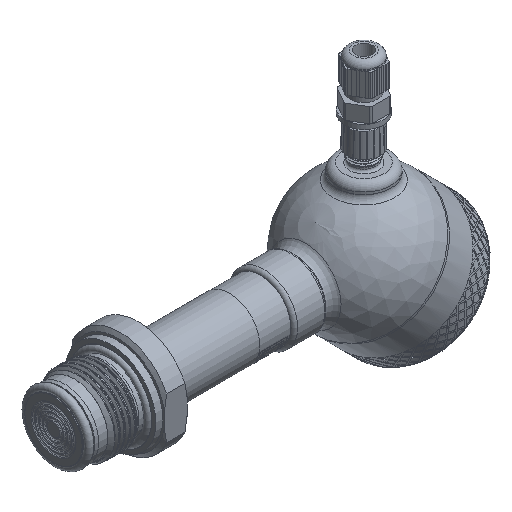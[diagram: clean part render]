
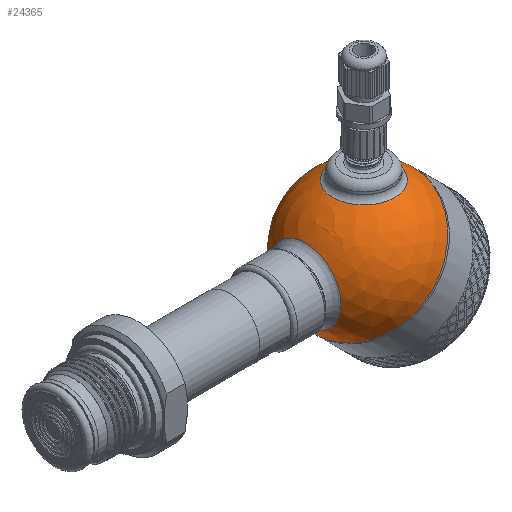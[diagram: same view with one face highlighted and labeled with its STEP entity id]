
A CAD part, isometric view. The second image highlights one B-rep face of the part: STEP entity #24365.
In plain terms, the highlighted spherical face has radius 30 mm.
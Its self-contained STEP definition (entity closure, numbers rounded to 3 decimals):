
#59=SPHERICAL_SURFACE('',#25863,30.);
#3994=FACE_BOUND('',#7710,.T.);
#3995=FACE_BOUND('',#7711,.T.);
#6103=FACE_OUTER_BOUND('',#7709,.T.);
#7709=EDGE_LOOP('',(#18003,#18004,#18005,#18006));
#7710=EDGE_LOOP('',(#18007));
#7711=EDGE_LOOP('',(#18008));
#9224=CIRCLE('',#25860,15.643);
#9227=CIRCLE('',#25864,30.);
#9228=CIRCLE('',#25865,30.);
#9229=CIRCLE('',#25866,30.);
#9230=CIRCLE('',#25867,13.5);
#10276=VERTEX_POINT('',#41419);
#10278=VERTEX_POINT('',#41425);
#10279=VERTEX_POINT('',#41426);
#10280=VERTEX_POINT('',#41428);
#10281=VERTEX_POINT('',#41431);
#13165=EDGE_CURVE('',#10276,#10276,#9224,.T.);
#13168=EDGE_CURVE('',#10278,#10279,#9227,.T.);
#13169=EDGE_CURVE('',#10278,#10280,#9228,.T.);
#13170=EDGE_CURVE('',#10279,#10278,#9229,.T.);
#13171=EDGE_CURVE('',#10281,#10281,#9230,.T.);
#18003=ORIENTED_EDGE('',*,*,#13168,.F.);
#18004=ORIENTED_EDGE('',*,*,#13169,.T.);
#18005=ORIENTED_EDGE('',*,*,#13169,.F.);
#18006=ORIENTED_EDGE('',*,*,#13170,.F.);
#18007=ORIENTED_EDGE('',*,*,#13165,.F.);
#18008=ORIENTED_EDGE('',*,*,#13171,.F.);
#24365=ADVANCED_FACE('',(#6103,#3994,#3995),#59,.T.);
#25860=AXIS2_PLACEMENT_3D('',#41420,#27588,#27589);
#25863=AXIS2_PLACEMENT_3D('',#41424,#27594,#27595);
#25864=AXIS2_PLACEMENT_3D('',#41427,#27596,#27597);
#25865=AXIS2_PLACEMENT_3D('',#41429,#27598,#27599);
#25866=AXIS2_PLACEMENT_3D('',#41430,#27600,#27601);
#25867=AXIS2_PLACEMENT_3D('',#41432,#27602,#27603);
#27588=DIRECTION('center_axis',(-0.707,0.,0.707));
#27589=DIRECTION('ref_axis',(0.707,0.,0.707));
#27594=DIRECTION('center_axis',(1.,0.,0.));
#27595=DIRECTION('ref_axis',(0.,-1.,0.));
#27596=DIRECTION('center_axis',(1.,0.,0.));
#27597=DIRECTION('ref_axis',(0.,1.,0.));
#27598=DIRECTION('center_axis',(0.,0.,1.));
#27599=DIRECTION('ref_axis',(0.,1.,0.));
#27600=DIRECTION('center_axis',(1.,0.,0.));
#27601=DIRECTION('ref_axis',(0.,1.,0.));
#27602=DIRECTION('center_axis',(-0.707,0.,-0.707));
#27603=DIRECTION('ref_axis',(-0.707,0.,0.707));
#41419=CARTESIAN_POINT('',(-29.162,0.,7.04));
#41420=CARTESIAN_POINT('Origin',(-18.101,0.,18.101));
#41424=CARTESIAN_POINT('Origin',(0.,0.,0.));
#41425=CARTESIAN_POINT('',(0.,30.,0.));
#41426=CARTESIAN_POINT('',(0.,-30.,0.));
#41427=CARTESIAN_POINT('Origin',(0.,0.,0.));
#41428=CARTESIAN_POINT('',(-30.,0.,0.));
#41429=CARTESIAN_POINT('Origin',(0.,0.,0.));
#41430=CARTESIAN_POINT('Origin',(0.,0.,0.));
#41431=CARTESIAN_POINT('',(-9.398,0.,-28.49));
#41432=CARTESIAN_POINT('Origin',(-18.944,0.,-18.944));
